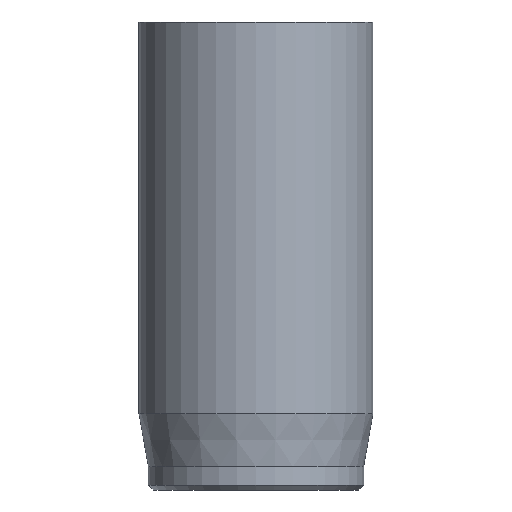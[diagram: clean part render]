
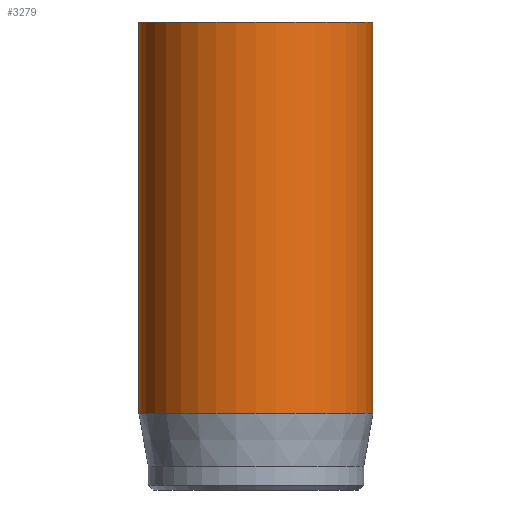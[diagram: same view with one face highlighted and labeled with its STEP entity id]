
A CAD part, front view. The second image highlights one B-rep face of the part: STEP entity #3279.
In plain terms, the highlighted cylindrical face has radius 5 mm (diameter 10 mm), a full revolution.
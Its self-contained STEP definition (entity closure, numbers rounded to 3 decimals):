
#32=CYLINDRICAL_SURFACE('',#3436,5.);
#47=CIRCLE('',#3407,5.);
#63=CIRCLE('',#3434,5.);
#64=CIRCLE('',#3435,5.);
#315=FACE_OUTER_BOUND('',#505,.T.);
#505=EDGE_LOOP('',(#2919,#2920,#2921,#2922,#2923));
#756=LINE('',#6120,#1013);
#1013=VECTOR('',#3867,5.);
#1512=VERTEX_POINT('',#6063);
#1528=VERTEX_POINT('',#6114);
#1529=VERTEX_POINT('',#6115);
#1973=EDGE_CURVE('',#1512,#1512,#47,.T.);
#1997=EDGE_CURVE('',#1528,#1529,#63,.T.);
#1998=EDGE_CURVE('',#1529,#1528,#64,.T.);
#2000=EDGE_CURVE('',#1512,#1528,#756,.T.);
#2919=ORIENTED_EDGE('',*,*,#1973,.T.);
#2920=ORIENTED_EDGE('',*,*,#2000,.T.);
#2921=ORIENTED_EDGE('',*,*,#1997,.T.);
#2922=ORIENTED_EDGE('',*,*,#1998,.T.);
#2923=ORIENTED_EDGE('',*,*,#2000,.F.);
#3279=ADVANCED_FACE('',(#315),#32,.T.);
#3407=AXIS2_PLACEMENT_3D('',#6064,#3798,#3799);
#3434=AXIS2_PLACEMENT_3D('',#6116,#3860,#3861);
#3435=AXIS2_PLACEMENT_3D('',#6117,#3862,#3863);
#3436=AXIS2_PLACEMENT_3D('',#6119,#3865,#3866);
#3798=DIRECTION('center_axis',(0.,0.,-1.));
#3799=DIRECTION('ref_axis',(-1.,0.,0.));
#3860=DIRECTION('center_axis',(0.,0.,1.));
#3861=DIRECTION('ref_axis',(-1.,0.,0.));
#3862=DIRECTION('center_axis',(0.,0.,1.));
#3863=DIRECTION('ref_axis',(-1.,0.,0.));
#3865=DIRECTION('center_axis',(0.,0.,1.));
#3866=DIRECTION('ref_axis',(-1.,0.,0.));
#3867=DIRECTION('',(0.,0.,-1.));
#6063=CARTESIAN_POINT('',(5.,0.,20.));
#6064=CARTESIAN_POINT('Origin',(0.,0.,20.));
#6114=CARTESIAN_POINT('',(5.,0.,3.269));
#6115=CARTESIAN_POINT('',(-5.,0.,3.269));
#6116=CARTESIAN_POINT('Origin',(0.,0.,3.269));
#6117=CARTESIAN_POINT('Origin',(0.,0.,3.269));
#6119=CARTESIAN_POINT('Origin',(0.,0.,0.));
#6120=CARTESIAN_POINT('',(5.,0.,0.));
